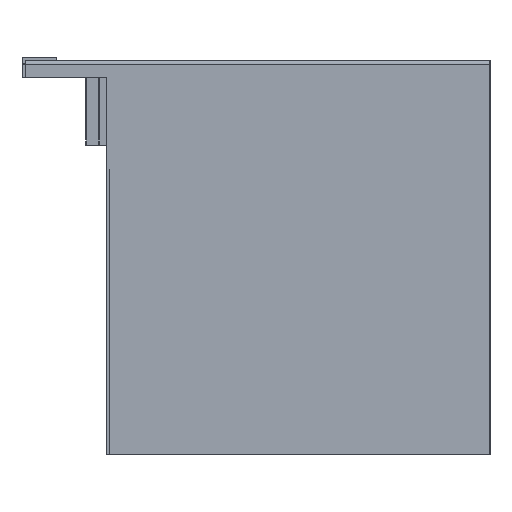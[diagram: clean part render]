
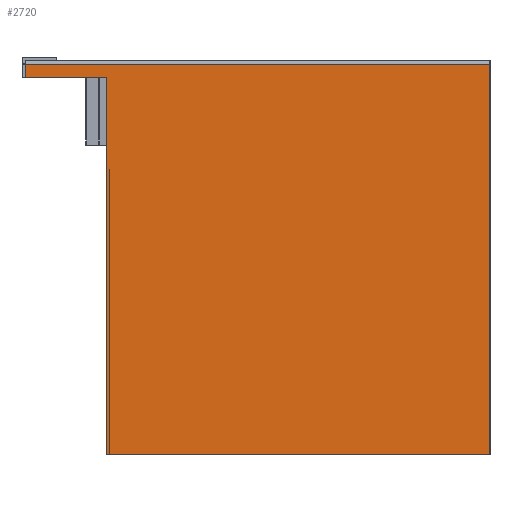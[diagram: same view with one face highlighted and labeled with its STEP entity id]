
A CAD part, left-side view. The second image highlights one B-rep face of the part: STEP entity #2720.
In plain terms, the highlighted planar face has unit normal (-1, 0, -0.004).
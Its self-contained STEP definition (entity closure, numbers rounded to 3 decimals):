
#2720 = ADVANCED_FACE( '', ( #5865 ), #5866, .T. );
#5865 = FACE_OUTER_BOUND( '', #9443, .T. );
#5866 = PLANE( '', #9444 );
#9443 = EDGE_LOOP( '', ( #17780, #17781, #17782, #17783, #17784, #17785 ) );
#9444 = AXIS2_PLACEMENT_3D( '', #17786, #17787, #17788 );
#17780 = ORIENTED_EDGE( '', *, *, #25677, .F. );
#17781 = ORIENTED_EDGE( '', *, *, #25884, .T. );
#17782 = ORIENTED_EDGE( '', *, *, #26325, .T. );
#17783 = ORIENTED_EDGE( '', *, *, #23883, .F. );
#17784 = ORIENTED_EDGE( '', *, *, #26326, .T. );
#17785 = ORIENTED_EDGE( '', *, *, #22779, .T. );
#17786 = CARTESIAN_POINT( '', ( -104.55, -150., -127.2 ) );
#17787 = DIRECTION( '', ( -1., 0., -0.004 ) );
#17788 = DIRECTION( '', ( -0.004, 0., 1. ) );
#22779 = EDGE_CURVE( '', #27605, #27602, #27606, .T. );
#23883 = EDGE_CURVE( '', #29544, #29546, #29547, .T. );
#25677 = EDGE_CURVE( '', #32400, #27602, #32402, .T. );
#25884 = EDGE_CURVE( '', #32400, #32685, #32687, .T. );
#26325 = EDGE_CURVE( '', #32685, #29546, #33265, .T. );
#26326 = EDGE_CURVE( '', #29544, #27605, #33266, .T. );
#27602 = VERTEX_POINT( '', #34798 );
#27605 = VERTEX_POINT( '', #34801 );
#27606 = LINE( '', #34802, #34803 );
#29544 = VERTEX_POINT( '', #37615 );
#29546 = VERTEX_POINT( '', #37618 );
#29547 = LINE( '', #37619, #37620 );
#32400 = VERTEX_POINT( '', #41860 );
#32402 = LINE( '', #41863, #41864 );
#32685 = VERTEX_POINT( '', #42320 );
#32687 = LINE( '', #42323, #42324 );
#33265 = LINE( '', #43193, #43194 );
#33266 = LINE( '', #43195, #43196 );
#34798 = CARTESIAN_POINT( '', ( -105., 0., -1.305 ) );
#34801 = CARTESIAN_POINT( '', ( -105., -150., -1.305 ) );
#34802 = CARTESIAN_POINT( '', ( -105., -150., -1.305 ) );
#34803 = VECTOR( '', #45181, 1000. );
#37615 = CARTESIAN_POINT( '', ( -104.55, -150., -127.2 ) );
#37618 = CARTESIAN_POINT( '', ( -104.55, -26.15, -127.2 ) );
#37619 = CARTESIAN_POINT( '', ( -104.55, -150., -127.2 ) );
#37620 = VECTOR( '', #46150, 1000. );
#41860 = CARTESIAN_POINT( '', ( -104.985, 0., -5.5 ) );
#41863 = CARTESIAN_POINT( '', ( -104.55, 0., -127.2 ) );
#41864 = VECTOR( '', #47704, 1000. );
#42320 = CARTESIAN_POINT( '', ( -104.985, -26.15, -5.5 ) );
#42323 = CARTESIAN_POINT( '', ( -104.985, -150., -5.5 ) );
#42324 = VECTOR( '', #47885, 1000. );
#43193 = CARTESIAN_POINT( '', ( -104.55, -26.15, -127.2 ) );
#43194 = VECTOR( '', #48213, 1000. );
#43195 = CARTESIAN_POINT( '', ( -104.55, -150., -127.2 ) );
#43196 = VECTOR( '', #48214, 1000. );
#45181 = DIRECTION( '', ( 0., 1., 0. ) );
#46150 = DIRECTION( '', ( 0., 1., 0. ) );
#47704 = DIRECTION( '', ( -0.004, 0., 1. ) );
#47885 = DIRECTION( '', ( 0., -1., 0. ) );
#48213 = DIRECTION( '', ( 0.004, 0., -1. ) );
#48214 = DIRECTION( '', ( -0.004, 0., 1. ) );
